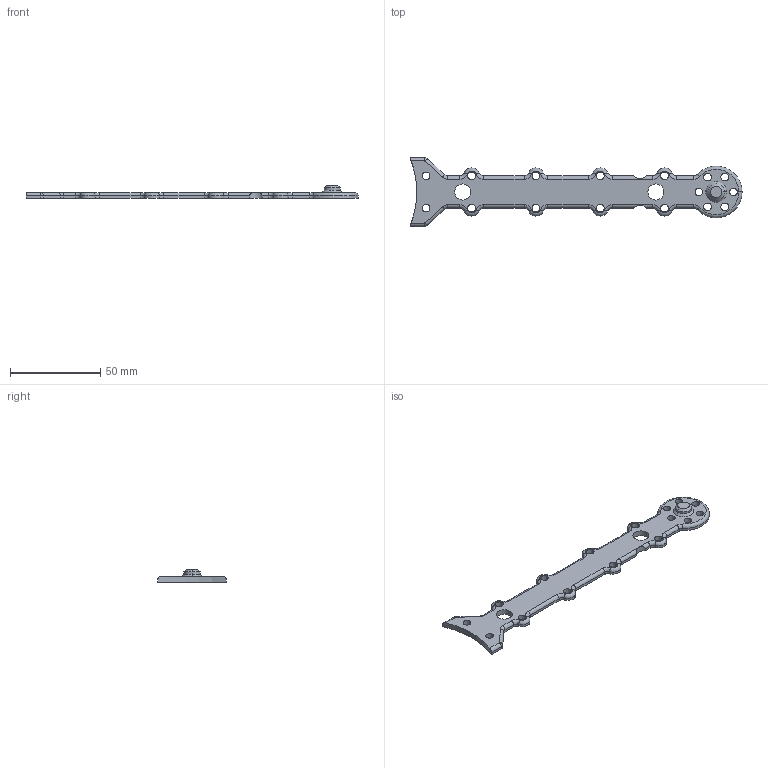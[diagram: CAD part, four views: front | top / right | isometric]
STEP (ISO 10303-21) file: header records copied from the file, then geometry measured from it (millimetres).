
FILE_DESCRIPTION (( 'STEP AP203' ), '1' );
FILE_NAME ('J2 Arm Cover.STEP', '2016-07-29T00:14:08', ( '' ), ( '' ), 'SwSTEP 2.0', 'SolidWorks 2015', '' );
FILE_SCHEMA (( 'CONFIG_CONTROL_DESIGN' ));
Length unit declared in the file: inch
Products named in the file (1): J2 Arm Cover
Bounding box: 183.62 x 37.97 x 6.99 mm (x, y, z)
Volume: 10941.4 mm3; surface area: 9116.4 mm2
Topology: 1 solids, 1 shells, 148 faces, 380 edges, 236 vertices
Faces by surface type: cylinder 86, torus 36, plane 20, cone 6
Entity records: 4811 total; most frequent: DIRECTION 910, CARTESIAN_POINT 869, ORIENTED_EDGE 760, AXIS2_PLACEMENT_3D 385, EDGE_CURVE 380, CIRCLE 236, VERTEX_POINT 236, EDGE_LOOP 186
